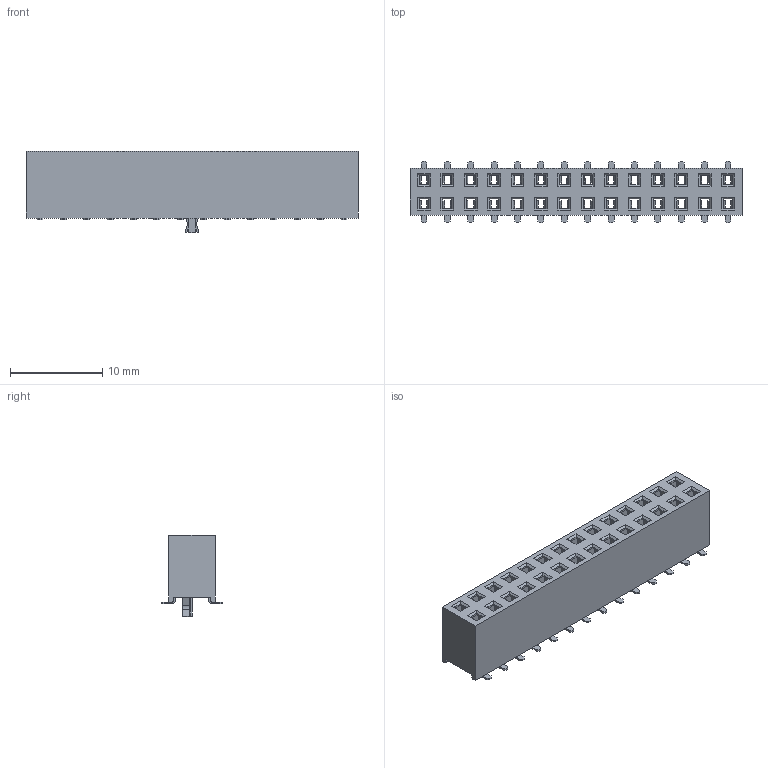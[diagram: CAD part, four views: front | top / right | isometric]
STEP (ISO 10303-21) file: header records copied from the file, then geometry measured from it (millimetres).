
FILE_DESCRIPTION( ( 'Unknown' ), '1' );
FILE_NAME( '61002821821.stp', 'Unknown', ( 'Unknown' ), ( 'Unknown' ), 'PSStep 14.0', 'Unknown', ' ' );
FILE_SCHEMA( ( 'AUTOMOTIVE_DESIGN { 1 0 10303 214 1 1 1 1 }' ) );
Length unit declared in the file: millimetre
Products named in the file (3): Assem1; 6100xx21821_PIN; 61002821821
Bounding box: 36.06 x 6.7 x 8.82 mm (x, y, z)
Volume: 1515.7 mm3; surface area: 5689.9 mm2
Topology: 31 solids, 31 shells, 2668 faces, 7246 edges, 4640 vertices
Faces by surface type: plane 1852, cylinder 700, bspline 116
Entity records: 16256 total; most frequent: CARTESIAN_POINT 2322, ORIENTED_EDGE 2224, DIRECTION 2040, EDGE_CURVE 1112, LINE 1052, VECTOR 1052, VERTEX_POINT 700, AXIS2_PLACEMENT_3D 494
